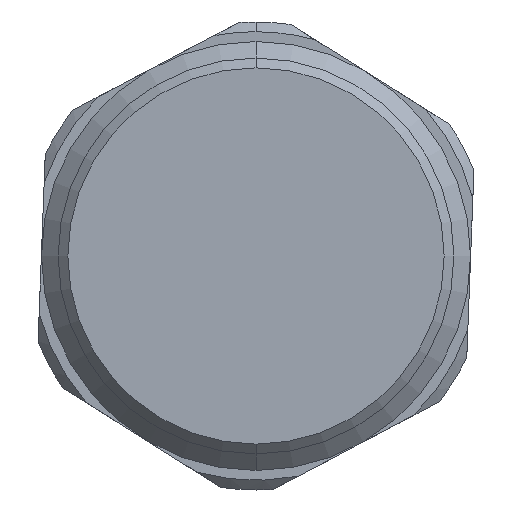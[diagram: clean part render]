
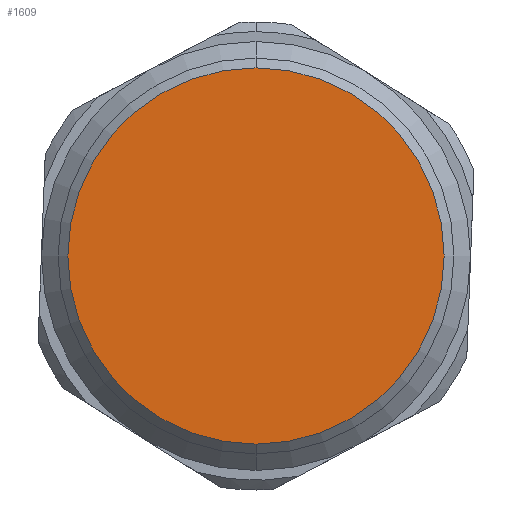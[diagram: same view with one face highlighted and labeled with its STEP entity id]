
A CAD part, front view. The second image highlights one B-rep face of the part: STEP entity #1609.
In plain terms, the highlighted planar face has unit normal (0, -1, 0).
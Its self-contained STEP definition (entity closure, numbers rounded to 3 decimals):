
#20 = EDGE_LOOP ( 'NONE', ( #326, #328 ) ) ;
#109 = CARTESIAN_POINT ( 'NONE',  ( 0., 0., 9.65 ) ) ;
#117 = CARTESIAN_POINT ( 'NONE',  ( 0., 0., -9.65 ) ) ;
#220 = VERTEX_POINT ( 'NONE', #109 ) ;
#228 = VERTEX_POINT ( 'NONE', #117 ) ;
#326 = ORIENTED_EDGE ( 'NONE', *, *, #1576, .T. ) ;
#328 = ORIENTED_EDGE ( 'NONE', *, *, #1579, .T. ) ;
#509 = AXIS2_PLACEMENT_3D ( 'NONE', #607, #608, #609 ) ;
#513 = AXIS2_PLACEMENT_3D ( 'NONE', #617, #618, #619 ) ;
#607 = CARTESIAN_POINT ( 'NONE',  ( 0., 0., 0. ) ) ;
#608 = DIRECTION ( 'NONE',  ( 0., -1., 0. ) ) ;
#609 = DIRECTION ( 'NONE',  ( 0., 0., 1. ) ) ;
#617 = CARTESIAN_POINT ( 'NONE',  ( 0., 0., 0. ) ) ;
#618 = DIRECTION ( 'NONE',  ( 0., -1., 0. ) ) ;
#619 = DIRECTION ( 'NONE',  ( 0., 0., 1. ) ) ;
#678 = FACE_OUTER_BOUND ( 'NONE', #20, .T. ) ;
#693 = AXIS2_PLACEMENT_3D ( 'NONE', #767, #768, #769 ) ;
#766 = PLANE ( 'NONE',  #693 ) ;
#767 = CARTESIAN_POINT ( 'NONE',  ( 0., 0., 0. ) ) ;
#768 = DIRECTION ( 'NONE',  ( 0., 1., 0. ) ) ;
#769 = DIRECTION ( 'NONE',  ( 0., 0., 1. ) ) ;
#1528 = CIRCLE ( 'NONE', #513, 9.65 ) ;
#1530 = CIRCLE ( 'NONE', #509, 9.65 ) ;
#1576 = EDGE_CURVE ( 'NONE', #220, #228, #1530, .T. ) ;
#1579 = EDGE_CURVE ( 'NONE', #228, #220, #1528, .T. ) ;
#1609 = ADVANCED_FACE ( 'NONE', ( #678 ), #766, .F. ) ;
